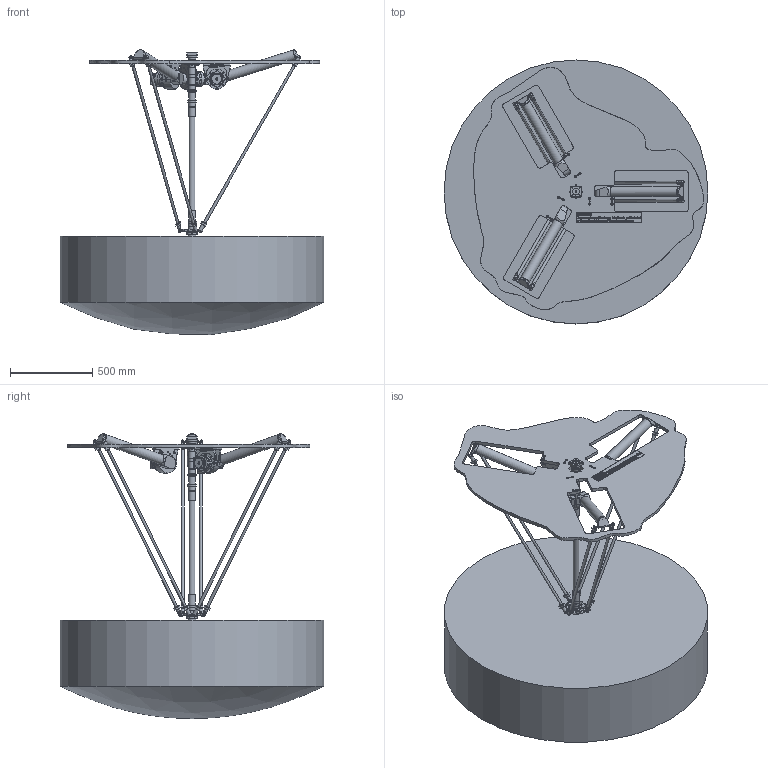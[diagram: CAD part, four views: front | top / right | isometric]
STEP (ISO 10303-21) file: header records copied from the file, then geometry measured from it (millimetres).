
FILE_DESCRIPTION(/* description */ ('Norm.iam Teamplte'),/* implementation_level */ '2;1');
FILE_NAME(/* name */ '3D-model_AL_10008.stp',/* time_stamp */ '2023-06-07T15:08:30+02:00',/* author */ ('paul.kammergruber'),/* organization */ (''),/* preprocessor_version */ 'ST-DEVELOPER v16.5',/* originating_system */ 'Autodesk Inventor 2017',/* authorisation */ '');
FILE_SCHEMA (('AUTOMOTIVE_DESIGN { 1 0 10303 214 3 1 1 }'));
Products named in the file (15): AL_10008_DUMMY DELTA Robotermechanik RL3-1600-1/3kg; MT_WST00111185 Oberarm; MT_WST00111195 Dummy Unterarm; MT_WST00111345 Dummy Werkzeugträger; MT_WST00114011 Flansch; MT_WST00112141 Dummy Teleskop oben; MT_WST00111360 Dummy Teleskopwelle; MT_BGR00105211 Dummy Roboterbasis; MT_WST00112118 Dummy Flansch; MT_WST00111349 Getriebe; MT_WST00111551 n/a; MT_WST00111188 Getriebe; MT_WST00110667 Machine frame proposal; MT_WST00111289; MT_WST00114012 Adapter
Assembly tree (23 placements, depth 3):
  AL_10008_DUMMY DELTA Robotermechanik RL3-1600-1/3kg
    MT_WST00111185 Oberarm  x3
    MT_WST00111195 Dummy Unterarm  x6
    MT_WST00111345 Dummy Werkzeugträger
    MT_WST00114011 Flansch
    MT_WST00112141 Dummy Teleskop oben
    MT_WST00111360 Dummy Teleskopwelle
    MT_BGR00105211 Dummy Roboterbasis
      MT_WST00112118 Dummy Flansch
      MT_WST00111349 Getriebe
      MT_WST00111551 n/a
      MT_WST00111188 Getriebe  x3
    MT_WST00110667 Machine frame proposal
    MT_WST00111289
    MT_WST00114012 Adapter
Bounding box: 1600 x 1600 x 1728.48 mm (x, y, z)
Volume: 1043678325.3 mm3; surface area: 9933446.8 mm2
Topology: 24 solids, 24 shells, 4628 faces, 11511 edges, 7224 vertices
Faces by surface type: plane 2106, bspline 1045, cylinder 945, cone 240, sphere 186, torus 106
Full cylindrical faces by diameter (mm): 3.242 x6, 4.134 x16, 4.917 x41, 5.5 x24, 5.8 x7, 6 x13, 6.6 x4, 6.647 x9, 7 x28, 9 x5, 9.66 x3, 9.8 x3, 10 x3, 10.106 x12, 12 x1, 13.5 x12, 14 x4, 16 x6, 17 x3, 18 x3, 19 x3, 20 x3, 22 x24, 25 x2, 32 x2, 33 x1, 35 x3, 36 x1, 40 x1, 42 x5
Entity records: 117616 total; most frequent: CARTESIAN_POINT 40104, ORIENTED_EDGE 16282, DIRECTION 12759, EDGE_CURVE 8141, VERTEX_POINT 5441, LINE 5037, VECTOR 5037, EDGE_LOOP 4116
